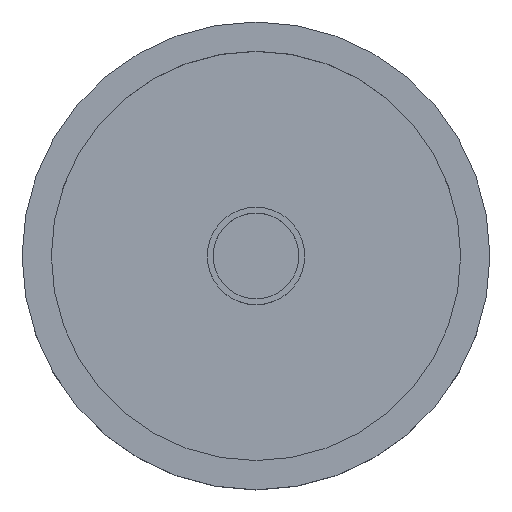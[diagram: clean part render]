
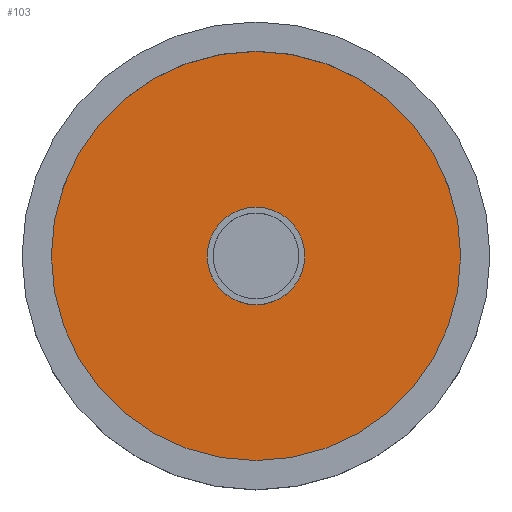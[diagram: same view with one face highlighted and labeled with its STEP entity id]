
A CAD part, top view. The second image highlights one B-rep face of the part: STEP entity #103.
In plain terms, the highlighted planar face has unit normal (0, 0, 1).
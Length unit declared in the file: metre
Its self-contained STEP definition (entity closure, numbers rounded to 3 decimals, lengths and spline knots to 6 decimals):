
#17=ORIENTED_EDGE('',*,*,#35,.F.);
#18=ORIENTED_EDGE('',*,*,#36,.F.);
#35=EDGE_CURVE('',#44,#44,#53,.F.);
#36=EDGE_CURVE('',#45,#45,#54,.T.);
#44=VERTEX_POINT('',#188);
#45=VERTEX_POINT('',#190);
#53=CIRCLE('',#127,0.0105);
#54=CIRCLE('',#128,0.0025);
#62=EDGE_LOOP('',(#17));
#63=EDGE_LOOP('',(#18));
#80=FACE_BOUND('',#62,.T.);
#81=FACE_BOUND('',#63,.T.);
#98=PLANE('',#126);
#103=ADVANCED_FACE('',(#80,#81),#98,.T.);
#126=AXIS2_PLACEMENT_3D('',#186,#147,#148);
#127=AXIS2_PLACEMENT_3D('',#187,#149,#150);
#128=AXIS2_PLACEMENT_3D('',#189,#151,#152);
#147=DIRECTION('',(0.,0.,1.));
#148=DIRECTION('',(1.,0.,0.));
#149=DIRECTION('',(0.,0.,1.));
#150=DIRECTION('',(1.,0.,0.));
#151=DIRECTION('',(0.,0.,1.));
#152=DIRECTION('',(1.,0.,0.));
#186=CARTESIAN_POINT('',(0.,0.,0.002));
#187=CARTESIAN_POINT('',(0.,0.,0.002));
#188=CARTESIAN_POINT('',(0.0105,0.,0.002));
#189=CARTESIAN_POINT('',(0.,0.,0.002));
#190=CARTESIAN_POINT('',(0.0025,0.,0.002));
